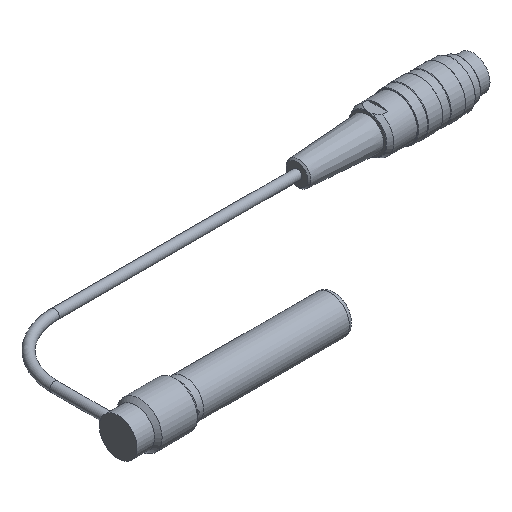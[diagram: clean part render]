
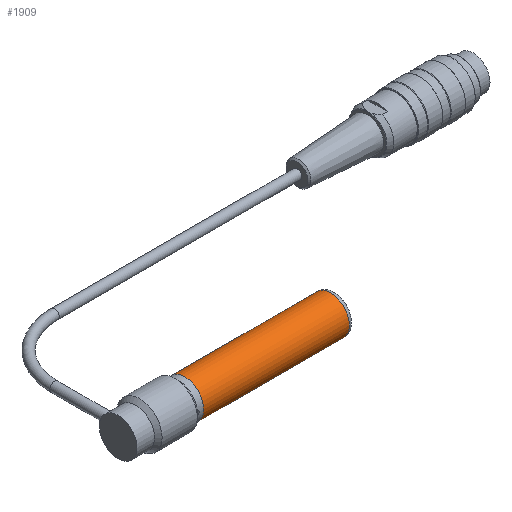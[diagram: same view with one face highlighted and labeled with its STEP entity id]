
A CAD part, isometric view. The second image highlights one B-rep face of the part: STEP entity #1909.
In plain terms, the highlighted cylindrical face has radius 7.5 mm (diameter 15 mm), a full revolution.
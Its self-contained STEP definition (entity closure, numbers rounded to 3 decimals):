
#292=CIRCLE('',#1941,7.5);
#293=CIRCLE('',#1942,7.5);
#397=CIRCLE('',#2153,7.5);
#460=FACE_BOUND('',#763,.T.);
#580=FACE_OUTER_BOUND('',#762,.T.);
#762=EDGE_LOOP('',(#1615,#1616));
#763=EDGE_LOOP('',(#1617));
#796=VERTEX_POINT('',#2955);
#797=VERTEX_POINT('',#2956);
#948=VERTEX_POINT('',#3675);
#963=EDGE_CURVE('',#796,#797,#292,.T.);
#964=EDGE_CURVE('',#797,#796,#293,.T.);
#1173=EDGE_CURVE('',#948,#948,#397,.T.);
#1615=ORIENTED_EDGE('',*,*,#964,.T.);
#1616=ORIENTED_EDGE('',*,*,#963,.T.);
#1617=ORIENTED_EDGE('',*,*,#1173,.F.);
#1665=CYLINDRICAL_SURFACE('',#2155,7.5);
#1909=ADVANCED_FACE('',(#580,#460),#1665,.T.);
#1941=AXIS2_PLACEMENT_3D('',#2957,#2178,#2179);
#1942=AXIS2_PLACEMENT_3D('',#2958,#2180,#2181);
#2153=AXIS2_PLACEMENT_3D('',#3676,#2694,#2695);
#2155=AXIS2_PLACEMENT_3D('',#3679,#2698,#2699);
#2178=DIRECTION('center_axis',(1.,0.,0.));
#2179=DIRECTION('ref_axis',(0.,0.,-1.));
#2180=DIRECTION('center_axis',(1.,0.,0.));
#2181=DIRECTION('ref_axis',(0.,0.,-1.));
#2694=DIRECTION('center_axis',(1.,0.,0.));
#2695=DIRECTION('ref_axis',(0.,-1.,0.));
#2698=DIRECTION('center_axis',(1.,0.,0.));
#2699=DIRECTION('ref_axis',(0.,1.,0.));
#2955=CARTESIAN_POINT('',(20.,-7.5,0.));
#2956=CARTESIAN_POINT('',(20.,7.5,0.));
#2957=CARTESIAN_POINT('Origin',(20.,0.,0.));
#2958=CARTESIAN_POINT('Origin',(20.,0.,0.));
#3675=CARTESIAN_POINT('',(78.,7.5,0.));
#3676=CARTESIAN_POINT('Origin',(78.,0.,0.));
#3679=CARTESIAN_POINT('Origin',(50.,0.,0.));
